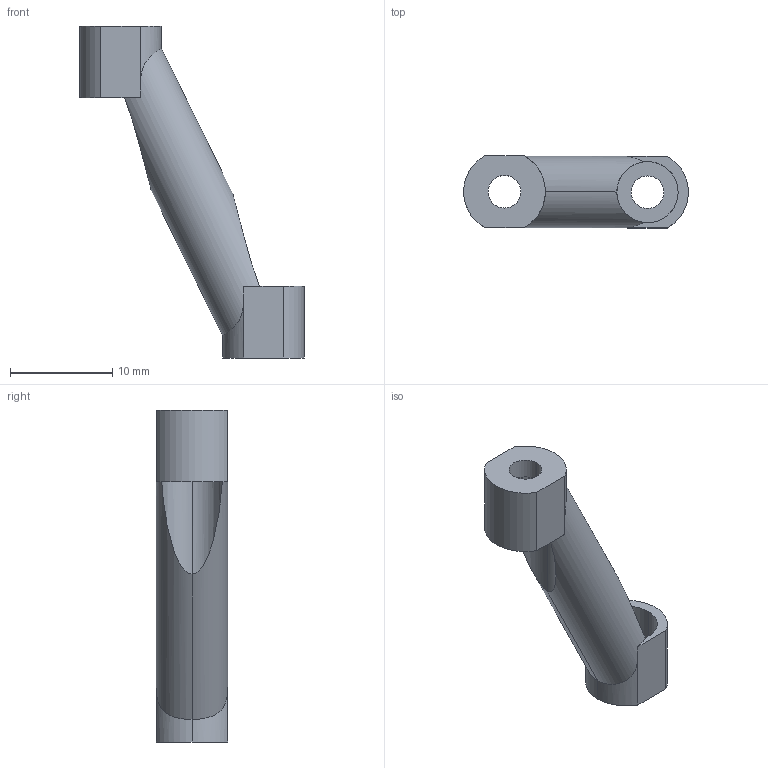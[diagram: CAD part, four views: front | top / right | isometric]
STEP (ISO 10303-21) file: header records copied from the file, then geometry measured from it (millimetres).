
FILE_DESCRIPTION (( 'STEP AP203' ), '1' );
FILE_NAME ('lever-horizontal.step', '2015-02-17T12:47:52', ( 'Cesar' ), ( '' ), 'SwSTEP 2.0', 'SolidWorks 2013', '' );
FILE_SCHEMA (( 'CONFIG_CONTROL_DESIGN' ));
Length unit declared in the file: millimetre
Products named in the file (1): lever-horizontal
Bounding box: 21.97 x 7 x 32.5 mm (x, y, z)
Volume: 1064.1 mm3; surface area: 1191.3 mm2
Topology: 1 solids, 1 shells, 30 faces, 76 edges, 48 vertices
Faces by surface type: cylinder 20, plane 10
Entity records: 1145 total; most frequent: CARTESIAN_POINT 347, ORIENTED_EDGE 152, DIRECTION 150, EDGE_CURVE 76, AXIS2_PLACEMENT_3D 59, VERTEX_POINT 48, EDGE_LOOP 34, LINE 32
